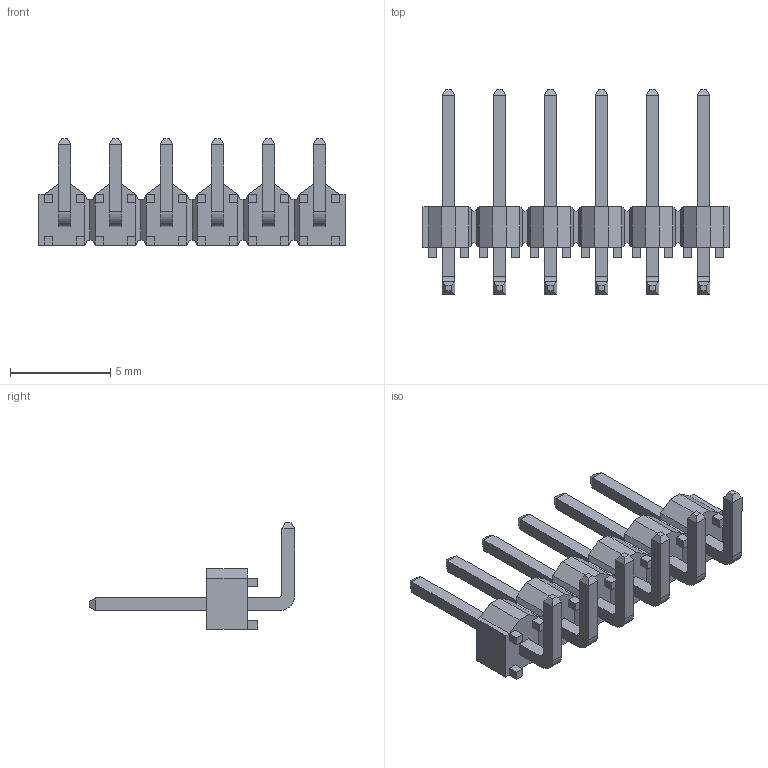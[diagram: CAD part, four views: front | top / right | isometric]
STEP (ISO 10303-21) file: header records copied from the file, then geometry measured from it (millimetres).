
FILE_DESCRIPTION (( 'STEP AP214' ), '1' );
FILE_NAME ('TSW-106-08-x-S-RA.STEP', '2023-03-20T16:06:07', ( '' ), ( '' ), 'SwSTEP 2.0', 'SolidWorks 2018', '' );
FILE_SCHEMA (( 'AUTOMOTIVE_DESIGN' ));
Length unit declared in the file: millimetre
Products named in the file (3): TSW-106-08-x-S-RA; T-1S6-08-TSW-1-08-6-RA-S; TSW-106-08-G-S-RA_body
Assembly tree (2 placements, depth 2):
  TSW-106-08-x-S-RA
    T-1S6-08-TSW-1-08-6-RA-S
    TSW-106-08-G-S-RA_body
Bounding box: 15.24 x 10.22 x 5.31 mm (x, y, z)
Volume: 114.5 mm3; surface area: 446.1 mm2
Topology: 2 solids, 2 shells, 358 faces, 898 edges, 556 vertices
Faces by surface type: plane 346, cylinder 12
Entity records: 10456 total; most frequent: CARTESIAN_POINT 1817, ORIENTED_EDGE 1796, DIRECTION 1648, EDGE_CURVE 898, VECTOR 874, LINE 874, VERTEX_POINT 556, AXIS2_PLACEMENT_3D 387
